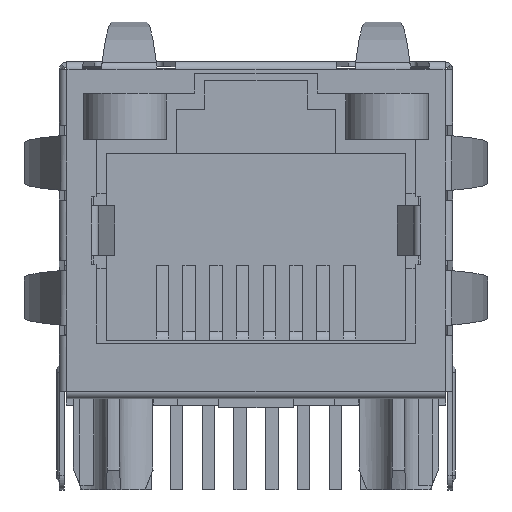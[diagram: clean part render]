
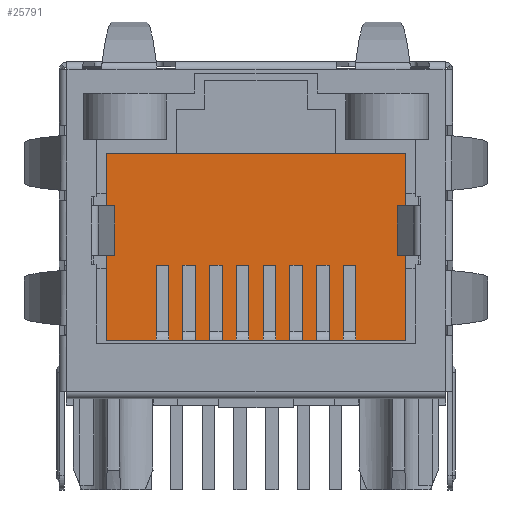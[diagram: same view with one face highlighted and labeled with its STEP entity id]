
A CAD part, front view. The second image highlights one B-rep face of the part: STEP entity #25791.
In plain terms, the highlighted planar face has unit normal (0, -1, 0).
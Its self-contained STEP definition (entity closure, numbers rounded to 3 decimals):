
#5501=ORIENTED_EDGE('',*,*,#8621,.F.);
#5502=ORIENTED_EDGE('',*,*,#8854,.F.);
#5503=ORIENTED_EDGE('',*,*,#8852,.F.);
#5504=ORIENTED_EDGE('',*,*,#8571,.F.);
#8571=EDGE_CURVE('',#10625,#10626,#12305,.T.);
#8621=EDGE_CURVE('',#10671,#10625,#12355,.T.);
#8852=EDGE_CURVE('',#10626,#10798,#12584,.T.);
#8854=EDGE_CURVE('',#10798,#10671,#12586,.T.);
#10625=VERTEX_POINT('',#38741);
#10626=VERTEX_POINT('',#38743);
#10671=VERTEX_POINT('',#38839);
#10798=VERTEX_POINT('',#39288);
#12305=LINE('',#38742,#14213);
#12355=LINE('',#38840,#14263);
#12584=LINE('',#39287,#14492);
#12586=LINE('',#39291,#14494);
#14213=VECTOR('',#30515,1000.);
#14263=VECTOR('',#30569,1000.);
#14492=VECTOR('',#30982,1000.);
#14494=VECTOR('',#30986,1000.);
#15723=EDGE_LOOP('',(#5501,#5502,#5503,#5504));
#16855=FACE_BOUND('',#15723,.T.);
#17654=PLANE('',#27082);
#25791=ADVANCED_FACE('',(#16855),#17654,.F.);
#27082=AXIS2_PLACEMENT_3D('',#39292,#30987,#30988);
#30515=DIRECTION('',(-1.,0.,0.));
#30569=DIRECTION('',(0.,0.,-1.));
#30982=DIRECTION('',(0.,0.,1.));
#30986=DIRECTION('',(1.,0.,0.));
#30987=DIRECTION('',(0.,1.,0.));
#30988=DIRECTION('',(-1.,0.,0.));
#38741=CARTESIAN_POINT('',(6.,-1.35,2.6));
#38742=CARTESIAN_POINT('',(6.,-1.35,2.6));
#38743=CARTESIAN_POINT('',(-6.,-1.35,2.6));
#38839=CARTESIAN_POINT('',(6.,-1.35,10.1));
#38840=CARTESIAN_POINT('',(6.,-1.35,10.1));
#39287=CARTESIAN_POINT('',(-6.,-1.35,2.6));
#39288=CARTESIAN_POINT('',(-6.,-1.35,10.1));
#39291=CARTESIAN_POINT('',(-6.,-1.35,10.1));
#39292=CARTESIAN_POINT('',(0.,-1.35,0.));
